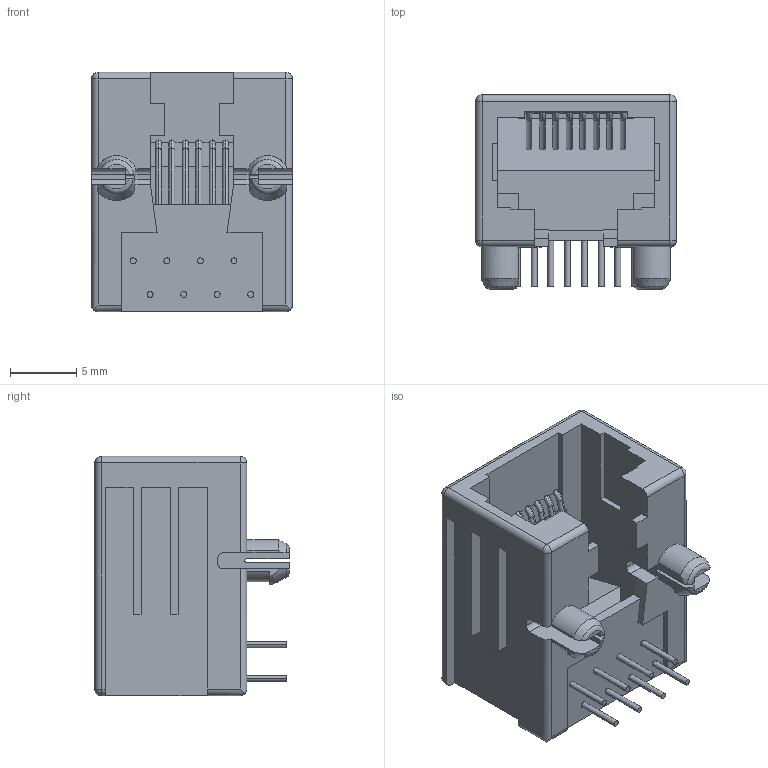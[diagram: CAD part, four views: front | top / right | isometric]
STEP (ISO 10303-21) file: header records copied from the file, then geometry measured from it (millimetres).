
FILE_DESCRIPTION((''),'2;1');
FILE_NAME('C-1-215877-3','2011-12-21T',('workeradm'),('Tyco Electronics Ltd.'),'PRO/ENGINEER BY PARAMETRIC TECHNOLOGY CORPORATION, 2010430','PRO/ENGINEER BY PARAMETRIC TECHNOLOGY CORPORATION, 2010430','');
FILE_SCHEMA(('AUTOMOTIVE_DESIGN { 1 0 10303 214 1 1 1 1 }'));
Length unit declared in the file: millimetre
Products named in the file (1): C-1-215877-3
Bounding box: 15.2 x 14.7 x 18.1 mm (x, y, z)
Volume: 1438.1 mm3; surface area: 2453.1 mm2
Topology: 1 solids, 1 shells, 274 faces, 788 edges, 510 vertices
Faces by surface type: plane 173, cylinder 71, torus 20, sphere 6, cone 4
Entity records: 9483 total; most frequent: CARTESIAN_POINT 2068, ORIENTED_EDGE 1576, DIRECTION 1410, EDGE_CURVE 788, VECTOR 538, LINE 538, VERTEX_POINT 510, AXIS2_PLACEMENT_3D 436
